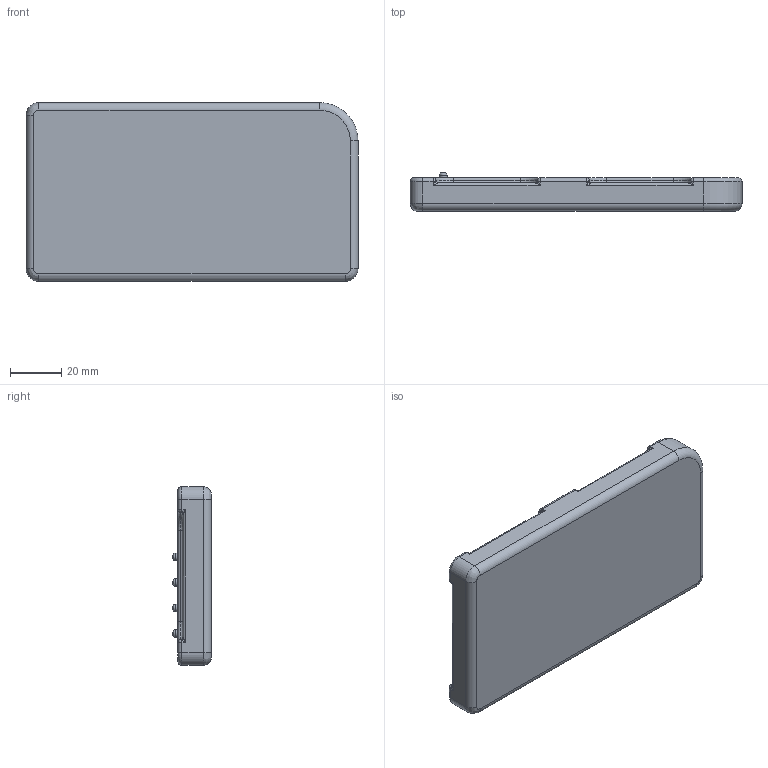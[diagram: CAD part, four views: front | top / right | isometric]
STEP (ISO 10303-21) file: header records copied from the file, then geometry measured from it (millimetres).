
FILE_DESCRIPTION(/* description */ (''),/* implementation_level */ '2;1');
FILE_NAME(/* name */ 'Pocket organ V11 mock-up v18 - no engraving, no depression for front plate.step',/* time_stamp */ '2020-02-19T15:10:32+08:00',/* author */ (''),/* organization */ (''),/* preprocessor_version */ 'ST-DEVELOPER v18',/* originating_system */ 'Autodesk Translation Framework v8.12.0.6',/* authorisation */ '');
FILE_SCHEMA (('AUTOMOTIVE_DESIGN { 1 0 10303 214 3 1 1 }'));
Length unit declared in the file: millimetre
Products named in the file (1): Pocket organ V11 mock-up
Bounding box: 130 x 15 x 70 mm (x, y, z)
Volume: 112448.1 mm3; surface area: 22803.4 mm2
Topology: 1 solids, 1 shells, 134 faces, 294 edges, 177 vertices
Faces by surface type: cylinder 47, bspline 31, plane 22, sphere 17, torus 17
Full cylindrical faces by diameter (mm): 3 x4, 5 x4
Entity records: 4410 total; most frequent: CARTESIAN_POINT 1472, DIRECTION 634, ORIENTED_EDGE 576, EDGE_CURVE 288, AXIS2_PLACEMENT_3D 274, VERTEX_POINT 177, CIRCLE 158, EDGE_LOOP 155
